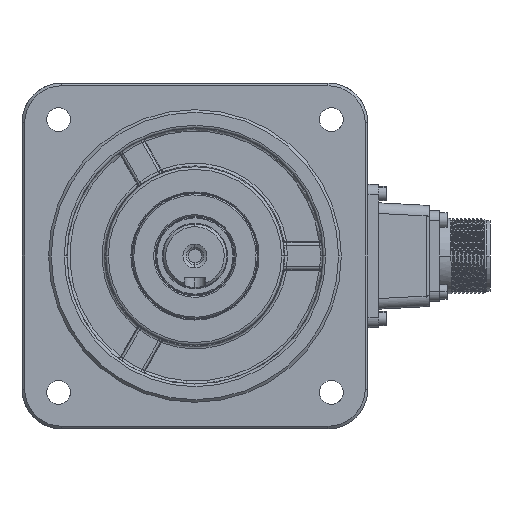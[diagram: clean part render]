
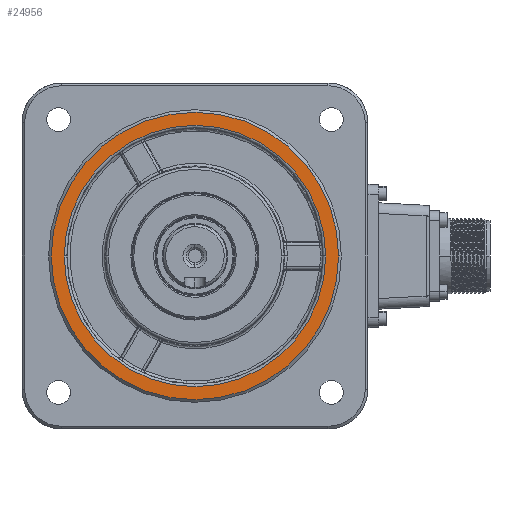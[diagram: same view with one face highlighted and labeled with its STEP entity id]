
A CAD part, left-side view. The second image highlights one B-rep face of the part: STEP entity #24956.
In plain terms, the highlighted planar face has unit normal (-1, 0, 0).
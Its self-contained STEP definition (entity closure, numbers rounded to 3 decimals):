
#314 = PLANE ( 'NONE',  #3586 ) ;
#1297 = ORIENTED_EDGE ( 'NONE', *, *, #31561, .T. ) ;
#3008 = DIRECTION ( 'NONE',  ( 0., -1., 0. ) ) ;
#3586 = AXIS2_PLACEMENT_3D ( 'NONE', #7055, #21268, #11133 ) ;
#3998 = ORIENTED_EDGE ( 'NONE', *, *, #36800, .T. ) ;
#5077 = CIRCLE ( 'NONE', #9372, 49.122 ) ;
#5769 = FACE_OUTER_BOUND ( 'NONE', #7330, .T. ) ;
#7055 = CARTESIAN_POINT ( 'NONE',  ( -76., 0., 0. ) ) ;
#7330 = EDGE_LOOP ( 'NONE', ( #11604, #1297 ) ) ;
#7717 = AXIS2_PLACEMENT_3D ( 'NONE', #14246, #24566, #3008 ) ;
#8996 = AXIS2_PLACEMENT_3D ( 'NONE', #43224, #21817, #25431 ) ;
#9372 = AXIS2_PLACEMENT_3D ( 'NONE', #32406, #35995, #18479 ) ;
#11133 = DIRECTION ( 'NONE',  ( 0., -1., 0. ) ) ;
#11604 = ORIENTED_EDGE ( 'NONE', *, *, #17500, .T. ) ;
#13813 = CIRCLE ( 'NONE', #8996, 54. ) ;
#14246 = CARTESIAN_POINT ( 'NONE',  ( -76., 0., 0. ) ) ;
#15740 = DIRECTION ( 'NONE',  ( 1., 0., 0. ) ) ;
#17500 = EDGE_CURVE ( 'NONE', #20002, #38264, #13813, .T. ) ;
#17709 = EDGE_CURVE ( 'NONE', #23716, #24408, #30575, .T. ) ;
#18479 = DIRECTION ( 'NONE',  ( 0., -1., 0. ) ) ;
#19776 = DIRECTION ( 'NONE',  ( 0., -1., 0. ) ) ;
#20002 = VERTEX_POINT ( 'NONE', #43442 ) ;
#21268 = DIRECTION ( 'NONE',  ( -1., 0., 0. ) ) ;
#21817 = DIRECTION ( 'NONE',  ( -1., 0., 0. ) ) ;
#23692 = CARTESIAN_POINT ( 'NONE',  ( -76., -49.122, 0. ) ) ;
#23716 = VERTEX_POINT ( 'NONE', #25958 ) ;
#24408 = VERTEX_POINT ( 'NONE', #23692 ) ;
#24566 = DIRECTION ( 'NONE',  ( -1., 0., 0. ) ) ;
#24956 = ADVANCED_FACE ( 'NONE', ( #5769, #40447 ), #314, .T. ) ;
#25140 = AXIS2_PLACEMENT_3D ( 'NONE', #41225, #15740, #19776 ) ;
#25431 = DIRECTION ( 'NONE',  ( 0., -1., 0. ) ) ;
#25958 = CARTESIAN_POINT ( 'NONE',  ( -76., 49.122, 0. ) ) ;
#26156 = CIRCLE ( 'NONE', #7717, 54. ) ;
#27448 = EDGE_LOOP ( 'NONE', ( #3998, #43538 ) ) ;
#30575 = CIRCLE ( 'NONE', #25140, 49.122 ) ;
#31561 = EDGE_CURVE ( 'NONE', #38264, #20002, #26156, .T. ) ;
#32406 = CARTESIAN_POINT ( 'NONE',  ( -76., 0., 0. ) ) ;
#34322 = CARTESIAN_POINT ( 'NONE',  ( -76., -54., 0. ) ) ;
#35995 = DIRECTION ( 'NONE',  ( 1., 0., 0. ) ) ;
#36800 = EDGE_CURVE ( 'NONE', #24408, #23716, #5077, .T. ) ;
#38264 = VERTEX_POINT ( 'NONE', #34322 ) ;
#40447 = FACE_BOUND ( 'NONE', #27448, .T. ) ;
#41225 = CARTESIAN_POINT ( 'NONE',  ( -76., 0., 0. ) ) ;
#43224 = CARTESIAN_POINT ( 'NONE',  ( -76., 0., 0. ) ) ;
#43442 = CARTESIAN_POINT ( 'NONE',  ( -76., 54., 0. ) ) ;
#43538 = ORIENTED_EDGE ( 'NONE', *, *, #17709, .T. ) ;
